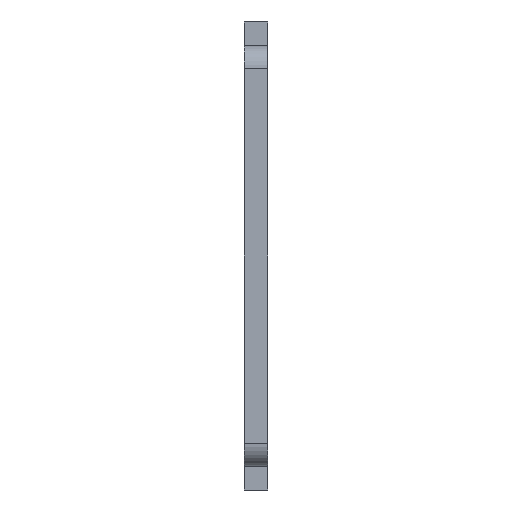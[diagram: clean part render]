
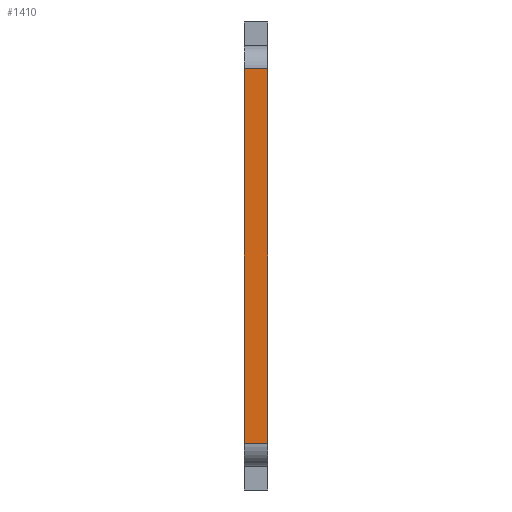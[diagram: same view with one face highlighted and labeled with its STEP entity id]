
A CAD part, left-side view. The second image highlights one B-rep face of the part: STEP entity #1410.
In plain terms, the highlighted planar face has unit normal (-1, 0, 0).
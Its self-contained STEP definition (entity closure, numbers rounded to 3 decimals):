
#62=FACE_OUTER_BOUND('',#132,.T.);
#132=EDGE_LOOP('',(#1035,#1036,#1037,#1038));
#268=LINE('',#2094,#464);
#269=LINE('',#2097,#465);
#270=LINE('',#2099,#466);
#271=LINE('',#2100,#467);
#464=VECTOR('',#1708,10.);
#465=VECTOR('',#1711,10.);
#466=VECTOR('',#1712,10.);
#467=VECTOR('',#1713,10.);
#629=VERTEX_POINT('',#2090);
#630=VERTEX_POINT('',#2092);
#631=VERTEX_POINT('',#2096);
#632=VERTEX_POINT('',#2098);
#798=EDGE_CURVE('',#629,#630,#268,.T.);
#799=EDGE_CURVE('',#629,#631,#269,.T.);
#800=EDGE_CURVE('',#632,#630,#270,.T.);
#801=EDGE_CURVE('',#631,#632,#271,.T.);
#1035=ORIENTED_EDGE('',*,*,#799,.F.);
#1036=ORIENTED_EDGE('',*,*,#798,.T.);
#1037=ORIENTED_EDGE('',*,*,#800,.F.);
#1038=ORIENTED_EDGE('',*,*,#801,.F.);
#1343=PLANE('',#1496);
#1410=ADVANCED_FACE('',(#62),#1343,.T.);
#1496=AXIS2_PLACEMENT_3D('',#2095,#1709,#1710);
#1708=DIRECTION('',(0.,1.,0.));
#1709=DIRECTION('center_axis',(-1.,0.,0.));
#1710=DIRECTION('ref_axis',(0.,0.,
1.));
#1711=DIRECTION('',(0.,0.,-1.));
#1712=DIRECTION('',(0.,0.,1.));
#1713=DIRECTION('',(0.,1.,0.));
#2090=CARTESIAN_POINT('',(-14.867,0.285,54.055));
#2092=CARTESIAN_POINT('',(-14.867,3.285,54.055));
#2094=CARTESIAN_POINT('',(-14.867,0.285,54.055));
#2095=CARTESIAN_POINT('Origin',(-14.867,0.285,6.055));
#2096=CARTESIAN_POINT('',(-14.867,0.285,6.055));
#2097=CARTESIAN_POINT('',(-14.867,0.285,54.055));
#2098=CARTESIAN_POINT('',(-14.867,3.285,6.055));
#2099=CARTESIAN_POINT('',(-14.867,3.285,54.055));
#2100=CARTESIAN_POINT('',(-14.867,0.285,6.055));
